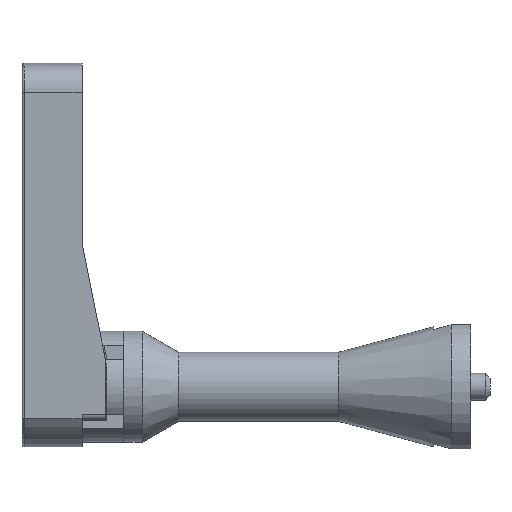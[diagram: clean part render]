
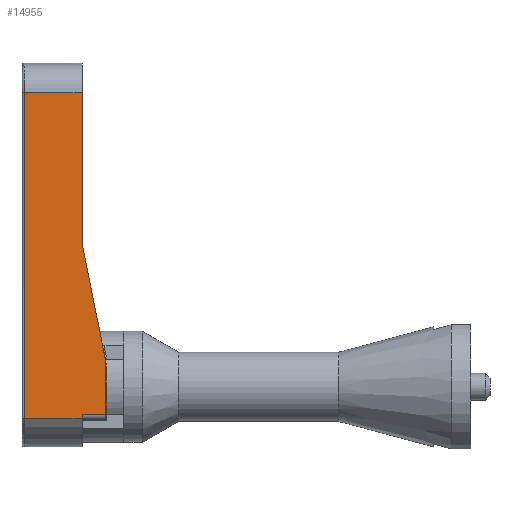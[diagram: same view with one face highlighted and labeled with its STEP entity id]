
A CAD part, left-side view. The second image highlights one B-rep face of the part: STEP entity #14955.
In plain terms, the highlighted planar face has unit normal (-1, 0, 0).
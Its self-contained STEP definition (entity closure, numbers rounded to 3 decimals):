
#1865 = CARTESIAN_POINT ( 'NONE',  ( -5.5, 48.25, -3.464 ) ) ;
#1867 = CARTESIAN_POINT ( 'NONE',  ( -5.5, 48.25, 31.803 ) ) ;
#1878 = CARTESIAN_POINT ( 'NONE',  ( -5.5, 42., 31.803 ) ) ;
#1883 = CARTESIAN_POINT ( 'NONE',  ( -5.5, 42., -3.464 ) ) ;
#2566 = LINE ( 'NONE', #6875, #2570 ) ;
#2570 = VECTOR ( 'NONE', #6870, 1000. ) ;
#2580 = LINE ( 'NONE', #6886, #2582 ) ;
#2582 = VECTOR ( 'NONE', #6885, 1000. ) ;
#2595 = LINE ( 'NONE', #6944, #2597 ) ;
#2596 = LINE ( 'NONE', #6952, #2599 ) ;
#2597 = VECTOR ( 'NONE', #6945, 1000. ) ;
#2598 = LINE ( 'NONE', #6954, #2601 ) ;
#2599 = VECTOR ( 'NONE', #6953, 1000. ) ;
#2601 = VECTOR ( 'NONE', #6955, 1000. ) ;
#4320 = AXIS2_PLACEMENT_3D ( 'NONE', #7751, #7752, #7753 ) ;
#6766 = CARTESIAN_POINT ( 'NONE',  ( -5.5, 42., 15.5 ) ) ;
#6774 = DIRECTION ( 'NONE',  ( 0., 0.196, 0.981 ) ) ;
#6813 = DIRECTION ( 'NONE',  ( 0., -1., 0. ) ) ;
#6816 = CARTESIAN_POINT ( 'NONE',  ( -5.5, 39.5, -3. ) ) ;
#6835 = CARTESIAN_POINT ( 'NONE',  ( -5.5, 42., -3.5 ) ) ;
#6836 = DIRECTION ( 'NONE',  ( 0., 0., 1. ) ) ;
#6870 = DIRECTION ( 'NONE',  ( 0., 0., 1. ) ) ;
#6875 = CARTESIAN_POINT ( 'NONE',  ( -5.5, 42., 35. ) ) ;
#6885 = DIRECTION ( 'NONE',  ( 0., 0., 1. ) ) ;
#6886 = CARTESIAN_POINT ( 'NONE',  ( -5.5, 39.5, -3.464 ) ) ;
#6944 = CARTESIAN_POINT ( 'NONE',  ( -5.5, 39.5, 31.803 ) ) ;
#6945 = DIRECTION ( 'NONE',  ( 0., 1., 0. ) ) ;
#6952 = CARTESIAN_POINT ( 'NONE',  ( -5.5, 48.25, -3.464 ) ) ;
#6953 = DIRECTION ( 'NONE',  ( 0., 0., -1. ) ) ;
#6954 = CARTESIAN_POINT ( 'NONE',  ( -5.5, 39.5, -3.464 ) ) ;
#6955 = DIRECTION ( 'NONE',  ( 0., 1., 0. ) ) ;
#7743 = PLANE ( 'NONE',  #4320 ) ;
#7751 = CARTESIAN_POINT ( 'NONE',  ( -5.5, 39.5, -3.464 ) ) ;
#7752 = DIRECTION ( 'NONE',  ( -1., 0., 0. ) ) ;
#7753 = DIRECTION ( 'NONE',  ( 0., 0., 1. ) ) ;
#9439 = CARTESIAN_POINT ( 'NONE',  ( -5.5, 42., -3. ) ) ;
#9452 = CARTESIAN_POINT ( 'NONE',  ( -5.5, 39.5, -3. ) ) ;
#9458 = CARTESIAN_POINT ( 'NONE',  ( -5.5, 42., 15.5 ) ) ;
#9461 = CARTESIAN_POINT ( 'NONE',  ( -5.5, 39.5, 3. ) ) ;
#11810 = ORIENTED_EDGE ( 'NONE', *, *, #18888, .T. ) ;
#11811 = ORIENTED_EDGE ( 'NONE', *, *, #18889, .T. ) ;
#11812 = ORIENTED_EDGE ( 'NONE', *, *, #18890, .F. ) ;
#11813 = ORIENTED_EDGE ( 'NONE', *, *, #18855, .T. ) ;
#11814 = ORIENTED_EDGE ( 'NONE', *, *, #18848, .T. ) ;
#11815 = ORIENTED_EDGE ( 'NONE', *, *, #18879, .T. ) ;
#11816 = ORIENTED_EDGE ( 'NONE', *, *, #18833, .T. ) ;
#11817 = ORIENTED_EDGE ( 'NONE', *, *, #18871, .T. ) ;
#12828 = FACE_OUTER_BOUND ( 'NONE', #16473, .T. ) ;
#13168 = VERTEX_POINT ( 'NONE', #9439 ) ;
#13179 = VERTEX_POINT ( 'NONE', #9452 ) ;
#13185 = VERTEX_POINT ( 'NONE', #9458 ) ;
#13188 = VERTEX_POINT ( 'NONE', #9461 ) ;
#14955 = ADVANCED_FACE ( 'NONE', ( #12828 ), #7743, .T. ) ;
#16473 = EDGE_LOOP ( 'NONE', ( #11810, #11811, #11812, #11813, #11814, #11815, #11816, #11817 ) ) ;
#17955 = LINE ( 'NONE', #6766, #17963 ) ;
#17963 = VECTOR ( 'NONE', #6774, 1000. ) ;
#17983 = LINE ( 'NONE', #6816, #17987 ) ;
#17987 = VECTOR ( 'NONE', #6813, 1000. ) ;
#17995 = LINE ( 'NONE', #6835, #17998 ) ;
#17998 = VECTOR ( 'NONE', #6836, 1000. ) ;
#18833 = EDGE_CURVE ( 'NONE', #13188, #13185, #17955, .T. ) ;
#18848 = EDGE_CURVE ( 'NONE', #13168, #13179, #17983, .T. ) ;
#18855 = EDGE_CURVE ( 'NONE', #21152, #13168, #17995, .T. ) ;
#18871 = EDGE_CURVE ( 'NONE', #13185, #21141, #2566, .T. ) ;
#18879 = EDGE_CURVE ( 'NONE', #13179, #13188, #2580, .T. ) ;
#18888 = EDGE_CURVE ( 'NONE', #21141, #21119, #2595, .T. ) ;
#18889 = EDGE_CURVE ( 'NONE', #21119, #21116, #2596, .T. ) ;
#18890 = EDGE_CURVE ( 'NONE', #21152, #21116, #2598, .T. ) ;
#21116 = VERTEX_POINT ( 'NONE', #1865 ) ;
#21119 = VERTEX_POINT ( 'NONE', #1867 ) ;
#21141 = VERTEX_POINT ( 'NONE', #1878 ) ;
#21152 = VERTEX_POINT ( 'NONE', #1883 ) ;
